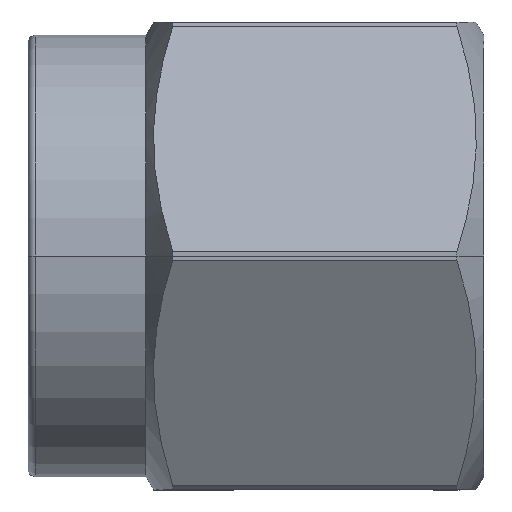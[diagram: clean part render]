
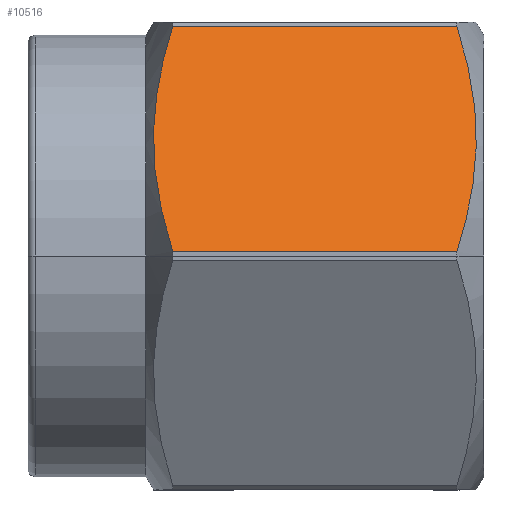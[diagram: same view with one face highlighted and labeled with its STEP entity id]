
A CAD part, front view. The second image highlights one B-rep face of the part: STEP entity #10516.
In plain terms, the highlighted planar face has unit normal (0, -0.866, 0.5).
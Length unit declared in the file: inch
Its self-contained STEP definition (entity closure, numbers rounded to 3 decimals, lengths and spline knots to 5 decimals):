
#138 = CARTESIAN_POINT ( 'NONE',  ( 0.28636, -0.17866, 0.00306 ) ) ;
#290 = AXIS2_PLACEMENT_3D ( 'NONE', #1739, #7226, #2763 ) ;
#920 = DIRECTION ( 'NONE',  ( -1., 0., 0. ) ) ;
#1566 = CARTESIAN_POINT ( 'NONE',  ( 0.09664, -0.09198, 0.15319 ) ) ;
#1645 = CARTESIAN_POINT ( 'NONE',  ( 0.09267, -0.17156, 0.01535 ) ) ;
#1709 = EDGE_LOOP ( 'NONE', ( #11145, #4894, #7924, #5342 ) ) ;
#1739 = CARTESIAN_POINT ( 'NONE',  ( 0.30437, -0.18042, 0. ) ) ;
#1956 = CARTESIAN_POINT ( 'NONE',  ( 0.29933, -0.12808, 0.09066 ) ) ;
#2440 = CARTESIAN_POINT ( 'NONE',  ( 0.0894, -0.16441, 0.02774 ) ) ;
#2763 = DIRECTION ( 'NONE',  ( 0., -0.5, -0.866 ) ) ;
#3055 = DIRECTION ( 'NONE',  ( 1., 0., 0. ) ) ;
#3325 = CARTESIAN_POINT ( 'NONE',  ( 0.09664, -0.17866, 0.00306 ) ) ;
#4232 = CARTESIAN_POINT ( 'NONE',  ( 0.08368, -0.14256, 0.06559 ) ) ;
#4381 = EDGE_CURVE ( 'NONE', #4512, #5572, #10833, .T. ) ;
#4512 = VERTEX_POINT ( 'NONE', #4649 ) ;
#4649 = CARTESIAN_POINT ( 'NONE',  ( 0.09664, -0.17866, 0.00306 ) ) ;
#4842 = VECTOR ( 'NONE', #3055, 39.37008 ) ;
#4894 = ORIENTED_EDGE ( 'NONE', *, *, #11110, .T. ) ;
#5103 = FACE_OUTER_BOUND ( 'NONE', #1709, .T. ) ;
#5309 = VECTOR ( 'NONE', #920, 39.37008 ) ;
#5342 = ORIENTED_EDGE ( 'NONE', *, *, #9125, .T. ) ;
#5572 = VERTEX_POINT ( 'NONE', #5661 ) ;
#5661 = CARTESIAN_POINT ( 'NONE',  ( 0.28636, -0.17866, 0.00306 ) ) ;
#5727 = LINE ( 'NONE', #8921, #5309 ) ;
#6300 = B_SPLINE_CURVE_WITH_KNOTS ( 'NONE', 3,
 ( #1566, #8667, #8636, #4232, #6974, #2440, #1645, #3325 ),
 .UNSPECIFIED., .F., .F.,
 ( 4, 2, 2, 4 ),
 ( 0., 0.00222, 0.00333, 0.00444 ),
 .UNSPECIFIED. ) ;
#6434 = CARTESIAN_POINT ( 'NONE',  ( 0.2981, -0.1207, 0.10344 ) ) ;
#6974 = CARTESIAN_POINT ( 'NONE',  ( 0.0849, -0.14993, 0.05281 ) ) ;
#7226 = DIRECTION ( 'NONE',  ( 0., -0.866, 0.5 ) ) ;
#7336 = CARTESIAN_POINT ( 'NONE',  ( 0., -0.17866, 0.00306 ) ) ;
#7468 = EDGE_CURVE ( 'NONE', #10422, #10814, #5727, .T. ) ;
#7924 = ORIENTED_EDGE ( 'NONE', *, *, #7468, .T. ) ;
#8224 = CARTESIAN_POINT ( 'NONE',  ( 0.29034, -0.09907, 0.1409 ) ) ;
#8505 = CARTESIAN_POINT ( 'NONE',  ( 0.28636, -0.09198, 0.15319 ) ) ;
#8515 = CARTESIAN_POINT ( 'NONE',  ( 0.09664, -0.09198, 0.15319 ) ) ;
#8636 = CARTESIAN_POINT ( 'NONE',  ( 0.08371, -0.12051, 0.10377 ) ) ;
#8667 = CARTESIAN_POINT ( 'NONE',  ( 0.0887, -0.10614, 0.12865 ) ) ;
#8921 = CARTESIAN_POINT ( 'NONE',  ( 0., -0.09198, 0.15319 ) ) ;
#9125 = EDGE_CURVE ( 'NONE', #10814, #4512, #6300, .T. ) ;
#9197 = CARTESIAN_POINT ( 'NONE',  ( 0.28636, -0.09198, 0.15319 ) ) ;
#10007 = CARTESIAN_POINT ( 'NONE',  ( 0.2943, -0.16449, 0.0276 ) ) ;
#10043 = CARTESIAN_POINT ( 'NONE',  ( 0.29929, -0.15012, 0.05248 ) ) ;
#10085 = CARTESIAN_POINT ( 'NONE',  ( 0.2936, -0.10623, 0.12851 ) ) ;
#10422 = VERTEX_POINT ( 'NONE', #8505 ) ;
#10516 = ADVANCED_FACE ( 'NONE', ( #5103 ), #11500, .T. ) ;
#10674 = B_SPLINE_CURVE_WITH_KNOTS ( 'NONE', 3,
 ( #138, #10007, #10043, #1956, #6434, #10085, #8224, #9197 ),
 .UNSPECIFIED., .F., .F.,
 ( 4, 2, 2, 4 ),
 ( 0., 0.00222, 0.00333, 0.00444 ),
 .UNSPECIFIED. ) ;
#10814 = VERTEX_POINT ( 'NONE', #8515 ) ;
#10833 = LINE ( 'NONE', #7336, #4842 ) ;
#11110 = EDGE_CURVE ( 'NONE', #5572, #10422, #10674, .T. ) ;
#11145 = ORIENTED_EDGE ( 'NONE', *, *, #4381, .T. ) ;
#11500 = PLANE ( 'NONE',  #290 ) ;
